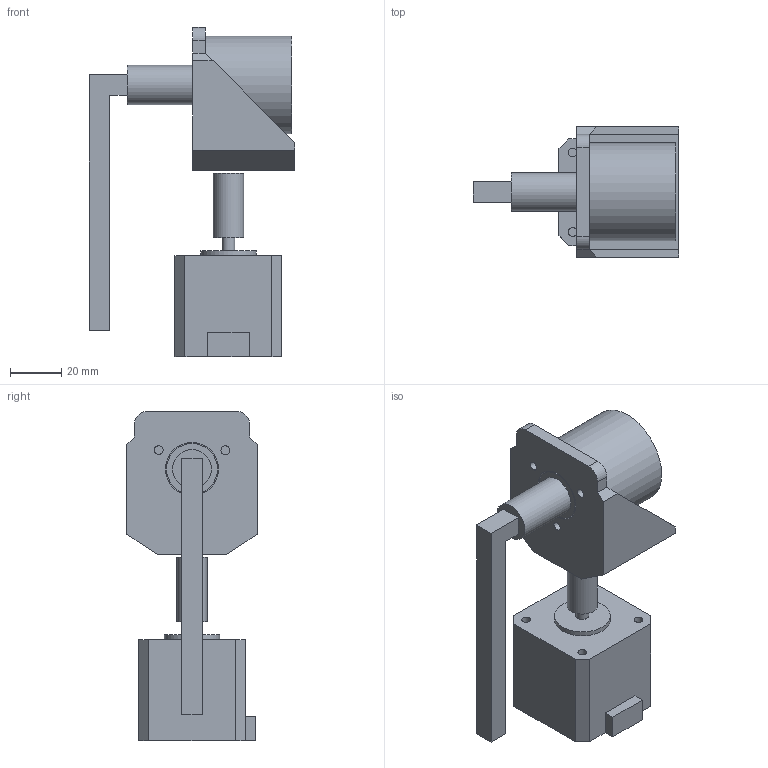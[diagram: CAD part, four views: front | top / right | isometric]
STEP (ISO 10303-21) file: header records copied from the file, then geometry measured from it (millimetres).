
FILE_DESCRIPTION(/* description */ (''),/* implementation_level */ '2;1');
FILE_NAME(/* name */ 'inverted_pendulum_robot_main v18.step',/* time_stamp */ '2024-08-26T23:04:08+08:00',/* author */ (''),/* organization */ (''),/* preprocessor_version */ 'ST-DEVELOPER v20',/* originating_system */ 'Autodesk Translation Framework v13.14.0.145',/* authorisation */ '');
FILE_SCHEMA (('AUTOMOTIVE_DESIGN { 1 0 10303 214 3 1 1 }'));
Length unit declared in the file: millimetre
Products named in the file (6): inverted_pendulum_robot_main; Stepper Motor; Rotary Encoder; Motor Coupler; Pendulum; Encoder Housing
Assembly tree (6 placements, depth 2):
  inverted_pendulum_robot_main
    Stepper Motor
    Rotary Encoder
    Motor Coupler
    Pendulum
    Encoder Housing  x2
Bounding box: 80.5 x 51 x 128.7 mm (x, y, z)
Volume: 184914.4 mm3; surface area: 49552.5 mm2
Topology: 6 solids, 6 shells, 116 faces, 246 edges, 160 vertices
Faces by surface type: plane 81, cylinder 35
Full cylindrical faces by diameter (mm): 3.4 x16, 5 x1, 5.8 x1, 6.1 x1, 6.4 x2, 10.6 x2, 11.9 x1, 15.3 x1, 19.9 x1, 20.7 x2, 21.8 x1, 38.3 x1
Entity records: 2556 total; most frequent: DIRECTION 438, CARTESIAN_POINT 400, ORIENTED_EDGE 360, EDGE_CURVE 180, AXIS2_PLACEMENT_3D 156, LINE 126, VECTOR 126, EDGE_LOOP 118
